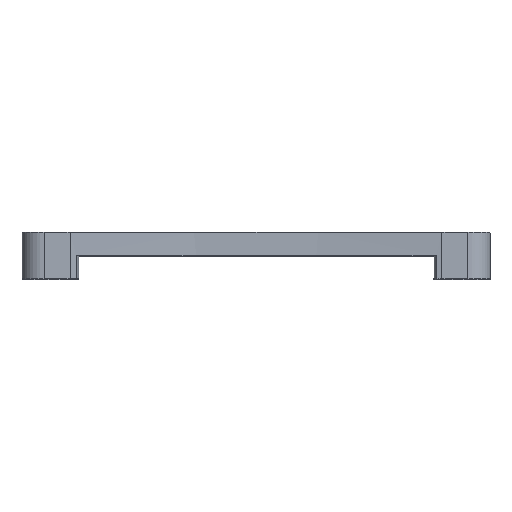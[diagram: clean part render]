
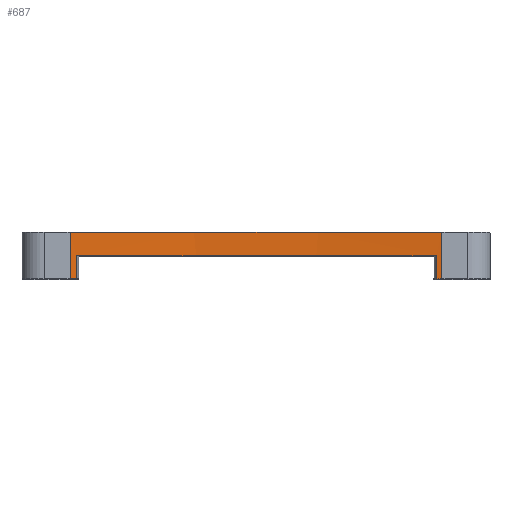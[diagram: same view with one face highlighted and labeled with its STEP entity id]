
A CAD part, top view. The second image highlights one B-rep face of the part: STEP entity #687.
In plain terms, the highlighted cylindrical face has radius 808.468 mm (diameter 1616.94 mm), a partial arc.
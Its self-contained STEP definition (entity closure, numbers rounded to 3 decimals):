
#71 = VECTOR ( 'NONE', #4231, 1000. ) ;
#79 = VERTEX_POINT ( 'NONE', #2275 ) ;
#99 = CARTESIAN_POINT ( 'NONE',  ( -77.513, -63., 100.613 ) ) ;
#121 = ORIENTED_EDGE ( 'NONE', *, *, #1983, .F. ) ;
#212 = CARTESIAN_POINT ( 'NONE',  ( 80.142, -43., 100.871 ) ) ;
#437 = DIRECTION ( 'NONE',  ( 0., 1., 0. ) ) ;
#511 = EDGE_CURVE ( 'NONE', #5165, #3202, #4177, .T. ) ;
#548 = ORIENTED_EDGE ( 'NONE', *, *, #511, .T. ) ;
#558 = ORIENTED_EDGE ( 'NONE', *, *, #578, .T. ) ;
#573 = VERTEX_POINT ( 'NONE', #4930 ) ;
#578 = EDGE_CURVE ( 'NONE', #742, #5165, #3950, .T. ) ;
#621 = LINE ( 'NONE', #2615, #4077 ) ;
#681 = ORIENTED_EDGE ( 'NONE', *, *, #3539, .F. ) ;
#687 = ADVANCED_FACE ( 'NONE', ( #2689 ), #1650, .F. ) ;
#730 = CARTESIAN_POINT ( 'NONE',  ( -80.142, -63., 100.871 ) ) ;
#742 = VERTEX_POINT ( 'NONE', #3582 ) ;
#807 = LINE ( 'NONE', #730, #4880 ) ;
#877 = VERTEX_POINT ( 'NONE', #3907 ) ;
#923 = DIRECTION ( 'NONE',  ( 0., 0., -1. ) ) ;
#958 = DIRECTION ( 'NONE',  ( 0., 1., 0. ) ) ;
#1021 = DIRECTION ( 'NONE',  ( 0., 1., 0. ) ) ;
#1086 = DIRECTION ( 'NONE',  ( 0., 0., -1. ) ) ;
#1189 = EDGE_CURVE ( 'NONE', #573, #3146, #1589, .T. ) ;
#1206 = DIRECTION ( 'NONE',  ( 0., 1., 0. ) ) ;
#1296 = LINE ( 'NONE', #99, #2652 ) ;
#1402 = CARTESIAN_POINT ( 'NONE',  ( 0., -53., 905.357 ) ) ;
#1412 = AXIS2_PLACEMENT_3D ( 'NONE', #2143, #3763, #4105 ) ;
#1589 = CIRCLE ( 'NONE', #5208, 808.468 ) ;
#1650 = CYLINDRICAL_SURFACE ( 'NONE', #2508, 808.468 ) ;
#1719 = CARTESIAN_POINT ( 'NONE',  ( 80.142, -63., 100.871 ) ) ;
#1923 = AXIS2_PLACEMENT_3D ( 'NONE', #3325, #4537, #923 ) ;
#1983 = EDGE_CURVE ( 'NONE', #877, #3202, #2761, .T. ) ;
#2046 = ORIENTED_EDGE ( 'NONE', *, *, #1189, .F. ) ;
#2143 = CARTESIAN_POINT ( 'NONE',  ( 0., -63., 905.357 ) ) ;
#2275 = CARTESIAN_POINT ( 'NONE',  ( -80.142, -63., 100.871 ) ) ;
#2328 = CARTESIAN_POINT ( 'NONE',  ( 0., -63., 905.357 ) ) ;
#2420 = EDGE_CURVE ( 'NONE', #79, #3549, #3684, .T. ) ;
#2508 = AXIS2_PLACEMENT_3D ( 'NONE', #3177, #1206, #4058 ) ;
#2598 = ORIENTED_EDGE ( 'NONE', *, *, #3961, .T. ) ;
#2615 = CARTESIAN_POINT ( 'NONE',  ( 77.673, -63., 100.629 ) ) ;
#2652 = VECTOR ( 'NONE', #4436, 1000. ) ;
#2689 = FACE_OUTER_BOUND ( 'NONE', #2956, .T. ) ;
#2761 = CIRCLE ( 'NONE', #1923, 808.468 ) ;
#2956 = EDGE_LOOP ( 'NONE', ( #558, #548, #121, #4687, #3164, #2598, #2046, #681 ) ) ;
#3146 = VERTEX_POINT ( 'NONE', #3817 ) ;
#3164 = ORIENTED_EDGE ( 'NONE', *, *, #2420, .T. ) ;
#3177 = CARTESIAN_POINT ( 'NONE',  ( 0., -63., 905.357 ) ) ;
#3202 = VERTEX_POINT ( 'NONE', #212 ) ;
#3325 = CARTESIAN_POINT ( 'NONE',  ( 0., -43., 905.357 ) ) ;
#3539 = EDGE_CURVE ( 'NONE', #742, #573, #621, .T. ) ;
#3549 = VERTEX_POINT ( 'NONE', #4615 ) ;
#3582 = CARTESIAN_POINT ( 'NONE',  ( 77.673, -63., 100.629 ) ) ;
#3684 = CIRCLE ( 'NONE', #1412, 808.468 ) ;
#3763 = DIRECTION ( 'NONE',  ( 0., -1., 0. ) ) ;
#3817 = CARTESIAN_POINT ( 'NONE',  ( -77.513, -53., 100.613 ) ) ;
#3843 = DIRECTION ( 'NONE',  ( 0., 0., -1. ) ) ;
#3907 = CARTESIAN_POINT ( 'NONE',  ( -80.142, -43., 100.871 ) ) ;
#3931 = DIRECTION ( 'NONE',  ( 0., -1., 0. ) ) ;
#3950 = CIRCLE ( 'NONE', #4459, 808.468 ) ;
#3961 = EDGE_CURVE ( 'NONE', #3549, #3146, #1296, .T. ) ;
#4058 = DIRECTION ( 'NONE',  ( 0., 0., 1. ) ) ;
#4077 = VECTOR ( 'NONE', #958, 1000. ) ;
#4105 = DIRECTION ( 'NONE',  ( 0., 0., -1. ) ) ;
#4177 = LINE ( 'NONE', #1719, #71 ) ;
#4186 = EDGE_CURVE ( 'NONE', #79, #877, #807, .T. ) ;
#4231 = DIRECTION ( 'NONE',  ( 0., 1., 0. ) ) ;
#4436 = DIRECTION ( 'NONE',  ( 0., 1., 0. ) ) ;
#4459 = AXIS2_PLACEMENT_3D ( 'NONE', #2328, #3931, #1086 ) ;
#4537 = DIRECTION ( 'NONE',  ( 0., -1., 0. ) ) ;
#4615 = CARTESIAN_POINT ( 'NONE',  ( -77.513, -63., 100.613 ) ) ;
#4639 = CARTESIAN_POINT ( 'NONE',  ( 80.142, -63., 100.871 ) ) ;
#4687 = ORIENTED_EDGE ( 'NONE', *, *, #4186, .F. ) ;
#4880 = VECTOR ( 'NONE', #437, 1000. ) ;
#4930 = CARTESIAN_POINT ( 'NONE',  ( 77.673, -53., 100.629 ) ) ;
#5165 = VERTEX_POINT ( 'NONE', #4639 ) ;
#5208 = AXIS2_PLACEMENT_3D ( 'NONE', #1402, #1021, #3843 ) ;
